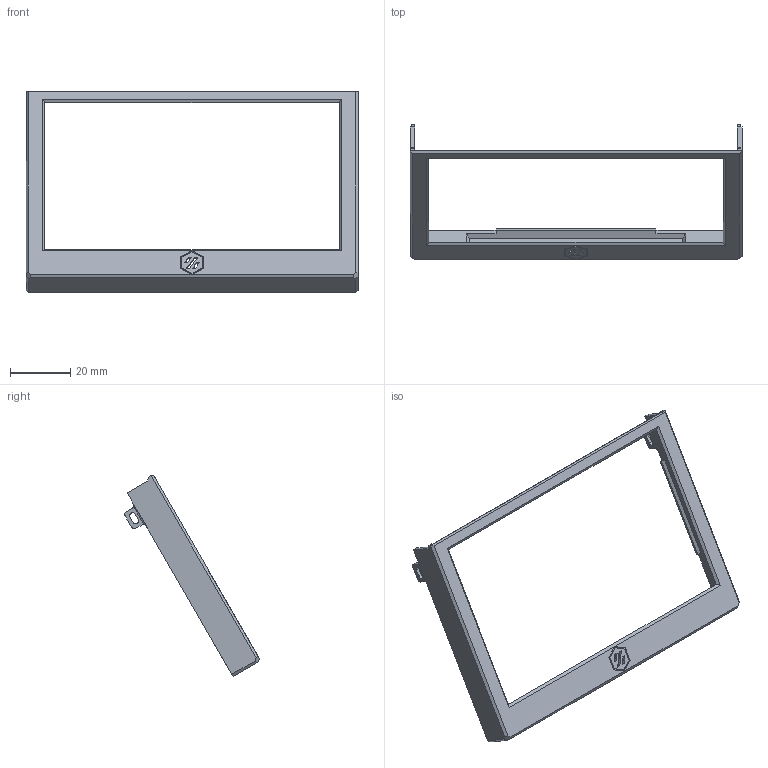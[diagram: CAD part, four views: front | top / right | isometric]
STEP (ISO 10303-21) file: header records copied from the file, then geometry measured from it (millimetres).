
FILE_DESCRIPTION(/* description */ (''),/* implementation_level */ '2;1');
FILE_NAME(/* name */ 'Voron_v2.4_Waveshare_4.step',/* time_stamp */ '2022-11-20T19:11:33-05:00',/* author */ (''),/* organization */ (''),/* preprocessor_version */ 'ST-DEVELOPER v19.2',/* originating_system */ 'Autodesk Translation Framework v11.17.0.187',/* authorisation */ '');
FILE_SCHEMA (('AUTOMOTIVE_DESIGN { 1 0 10303 214 3 1 1 }'));
Length unit declared in the file: millimetre
Products named in the file (2): (Unsaved); Faceplate
Assembly tree (1 placements, depth 2):
  (Unsaved)
    Faceplate
Bounding box: 110 x 44.61 x 66.52 mm (x, y, z)
Volume: 5624.7 mm3; surface area: 10147.5 mm2
Topology: 1 solids, 1 shells, 98 faces, 278 edges, 184 vertices
Faces by surface type: plane 82, cylinder 16
Entity records: 3242 total; most frequent: CARTESIAN_POINT 591, ORIENTED_EDGE 556, DIRECTION 504, EDGE_CURVE 278, LINE 246, VECTOR 246, VERTEX_POINT 184, AXIS2_PLACEMENT_3D 129
